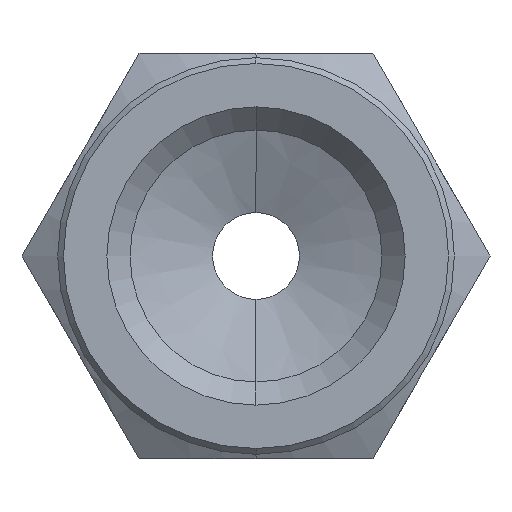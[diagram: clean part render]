
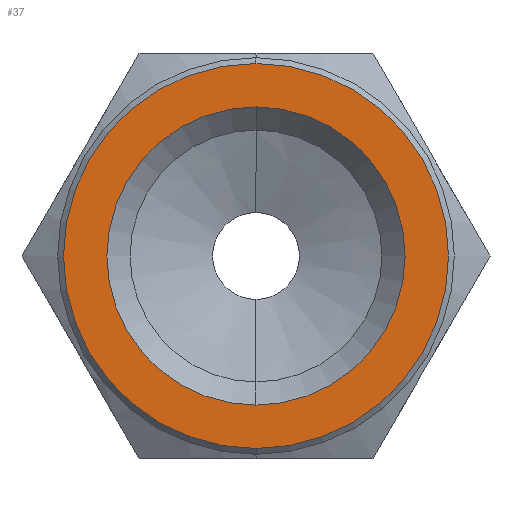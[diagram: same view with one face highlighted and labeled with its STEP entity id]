
A CAD part, front view. The second image highlights one B-rep face of the part: STEP entity #37.
In plain terms, the highlighted planar face has unit normal (0, -1, 0).
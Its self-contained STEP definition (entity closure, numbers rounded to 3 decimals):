
#37 = ADVANCED_FACE ( 'NONE', ( #1385, #1386 ), #226, .T. ) ;
#144 = CARTESIAN_POINT ( 'NONE',  ( 0., 0., 0. ) ) ;
#145 = DIRECTION ( 'NONE',  ( 0., -1., 0. ) ) ;
#146 = DIRECTION ( 'NONE',  ( 0., 0., -1. ) ) ;
#185 = CARTESIAN_POINT ( 'NONE',  ( 0., 0., 0. ) ) ;
#186 = DIRECTION ( 'NONE',  ( 0., -1., 0. ) ) ;
#187 = DIRECTION ( 'NONE',  ( 0., 0., -1. ) ) ;
#223 = CARTESIAN_POINT ( 'NONE',  ( 6.65, 0., 0. ) ) ;
#226 = PLANE ( 'NONE',  #603 ) ;
#349 = DIRECTION ( 'NONE',  ( 0., 0., -1. ) ) ;
#352 = DIRECTION ( 'NONE',  ( 0., -1., 0. ) ) ;
#475 = AXIS2_PLACEMENT_3D ( 'NONE', #185, #186, #187 ) ;
#479 = CIRCLE ( 'NONE', #475, 6.65 ) ;
#504 = AXIS2_PLACEMENT_3D ( 'NONE', #144, #145, #146 ) ;
#506 = CIRCLE ( 'NONE', #504, 5.15 ) ;
#603 = AXIS2_PLACEMENT_3D ( 'NONE', #223, #352, #349 ) ;
#626 = AXIS2_PLACEMENT_3D ( 'NONE', #1126, #1127, #1128 ) ;
#627 = CIRCLE ( 'NONE', #626, 5.15 ) ;
#628 = AXIS2_PLACEMENT_3D ( 'NONE', #1123, #1124, #1125 ) ;
#629 = CIRCLE ( 'NONE', #628, 6.65 ) ;
#978 = VERTEX_POINT ( 'NONE', #1220 ) ;
#994 = VERTEX_POINT ( 'NONE', #1236 ) ;
#1123 = CARTESIAN_POINT ( 'NONE',  ( 0., 0., 0. ) ) ;
#1124 = DIRECTION ( 'NONE',  ( 0., -1., 0. ) ) ;
#1125 = DIRECTION ( 'NONE',  ( 0., 0., -1. ) ) ;
#1126 = CARTESIAN_POINT ( 'NONE',  ( 0., 0., 0. ) ) ;
#1127 = DIRECTION ( 'NONE',  ( 0., -1., 0. ) ) ;
#1128 = DIRECTION ( 'NONE',  ( 0., 0., -1. ) ) ;
#1220 = CARTESIAN_POINT ( 'NONE',  ( 0., 0., -6.65 ) ) ;
#1236 = CARTESIAN_POINT ( 'NONE',  ( 0., 0., 6.65 ) ) ;
#1256 = CARTESIAN_POINT ( 'NONE',  ( 0., 0., 5.15 ) ) ;
#1269 = CARTESIAN_POINT ( 'NONE',  ( 0., 0., -5.15 ) ) ;
#1385 = FACE_BOUND ( 'NONE', #1570, .T. ) ;
#1386 = FACE_OUTER_BOUND ( 'NONE', #1579, .T. ) ;
#1459 = ORIENTED_EDGE ( 'NONE', *, *, #1703, .T. ) ;
#1460 = ORIENTED_EDGE ( 'NONE', *, *, #1704, .F. ) ;
#1462 = ORIENTED_EDGE ( 'NONE', *, *, #1780, .F. ) ;
#1464 = ORIENTED_EDGE ( 'NONE', *, *, #1799, .T. ) ;
#1570 = EDGE_LOOP ( 'NONE', ( #1460, #1462 ) ) ;
#1579 = EDGE_LOOP ( 'NONE', ( #1459, #1464 ) ) ;
#1597 = VERTEX_POINT ( 'NONE', #1256 ) ;
#1620 = VERTEX_POINT ( 'NONE', #1269 ) ;
#1703 = EDGE_CURVE ( 'NONE', #994, #978, #629, .T. ) ;
#1704 = EDGE_CURVE ( 'NONE', #1620, #1597, #627, .T. ) ;
#1780 = EDGE_CURVE ( 'NONE', #1597, #1620, #506, .T. ) ;
#1799 = EDGE_CURVE ( 'NONE', #978, #994, #479, .T. ) ;
